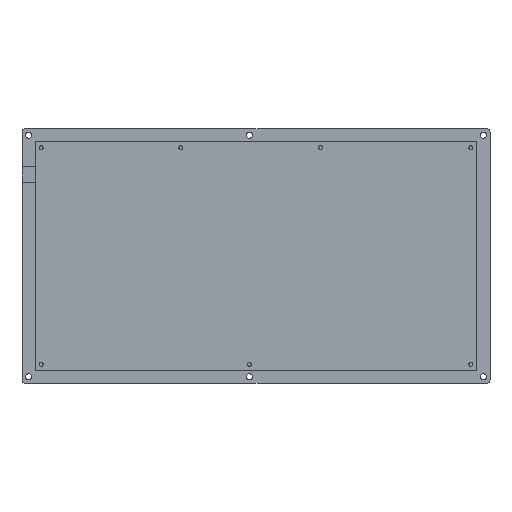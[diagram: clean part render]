
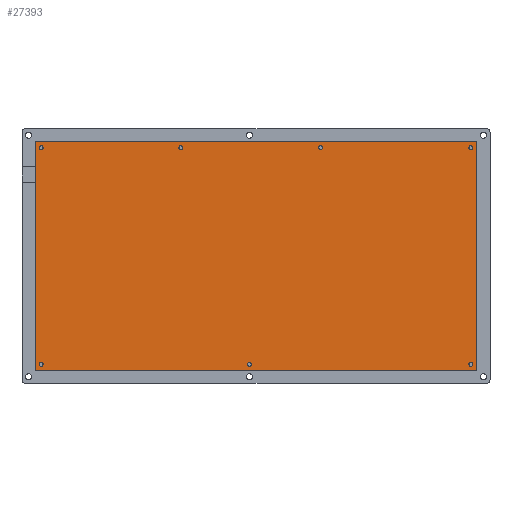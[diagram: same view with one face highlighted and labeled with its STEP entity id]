
A CAD part, top view. The second image highlights one B-rep face of the part: STEP entity #27393.
In plain terms, the highlighted planar face has unit normal (0, 0, 1).
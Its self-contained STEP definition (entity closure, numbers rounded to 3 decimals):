
#7213 = VERTEX_POINT('',#7214);
#7214 = CARTESIAN_POINT('',(-237.601,98.794,5.));
#7220 = EDGE_CURVE('',#7213,#7221,#7223,.T.);
#7221 = VERTEX_POINT('',#7222);
#7222 = CARTESIAN_POINT('',(-237.601,-74.306,5.));
#7223 = LINE('',#7224,#7225);
#7224 = CARTESIAN_POINT('',(-237.601,98.794,5.));
#7225 = VECTOR('',#7226,1.);
#7226 = DIRECTION('',(0.,-1.,0.));
#7247 = EDGE_CURVE('',#7221,#7248,#7250,.T.);
#7248 = VERTEX_POINT('',#7249);
#7249 = CARTESIAN_POINT('',(96.999,-74.306,5.));
#7250 = LINE('',#7251,#7252);
#7251 = CARTESIAN_POINT('',(-237.601,-74.306,5.));
#7252 = VECTOR('',#7253,1.);
#7253 = DIRECTION('',(1.,0.,0.));
#7271 = EDGE_CURVE('',#7248,#7272,#7274,.T.);
#7272 = VERTEX_POINT('',#7273);
#7273 = CARTESIAN_POINT('',(96.999,98.794,5.));
#7274 = LINE('',#7275,#7276);
#7275 = CARTESIAN_POINT('',(96.999,-74.306,5.));
#7276 = VECTOR('',#7277,1.);
#7277 = DIRECTION('',(0.,1.,0.));
#7295 = EDGE_CURVE('',#7272,#7213,#7296,.T.);
#7296 = LINE('',#7297,#7298);
#7297 = CARTESIAN_POINT('',(96.999,98.794,5.));
#7298 = VECTOR('',#7299,1.);
#7299 = DIRECTION('',(-1.,0.,0.));
#27393 = ADVANCED_FACE('',(#27394,#27400,#27411,#27422,#27433,#27444,
    #27455,#27466),#27477,.T.);
#27394 = FACE_BOUND('',#27395,.T.);
#27395 = EDGE_LOOP('',(#27396,#27397,#27398,#27399));
#27396 = ORIENTED_EDGE('',*,*,#7220,.T.);
#27397 = ORIENTED_EDGE('',*,*,#7247,.T.);
#27398 = ORIENTED_EDGE('',*,*,#7271,.T.);
#27399 = ORIENTED_EDGE('',*,*,#7295,.T.);
#27400 = FACE_BOUND('',#27401,.T.);
#27401 = EDGE_LOOP('',(#27402));
#27402 = ORIENTED_EDGE('',*,*,#27403,.F.);
#27403 = EDGE_CURVE('',#27404,#27404,#27406,.T.);
#27404 = VERTEX_POINT('',#27405);
#27405 = CARTESIAN_POINT('',(-231.601,-69.806,5.));
#27406 = CIRCLE('',#27407,1.5);
#27407 = AXIS2_PLACEMENT_3D('',#27408,#27409,#27410);
#27408 = CARTESIAN_POINT('',(-233.101,-69.806,5.));
#27409 = DIRECTION('',(0.,0.,1.));
#27410 = DIRECTION('',(1.,0.,0.));
#27411 = FACE_BOUND('',#27412,.T.);
#27412 = EDGE_LOOP('',(#27413));
#27413 = ORIENTED_EDGE('',*,*,#27414,.F.);
#27414 = EDGE_CURVE('',#27415,#27415,#27417,.T.);
#27415 = VERTEX_POINT('',#27416);
#27416 = CARTESIAN_POINT('',(-73.801,-69.806,5.));
#27417 = CIRCLE('',#27418,1.5);
#27418 = AXIS2_PLACEMENT_3D('',#27419,#27420,#27421);
#27419 = CARTESIAN_POINT('',(-75.301,-69.806,5.));
#27420 = DIRECTION('',(0.,0.,1.));
#27421 = DIRECTION('',(1.,0.,0.));
#27422 = FACE_BOUND('',#27423,.T.);
#27423 = EDGE_LOOP('',(#27424));
#27424 = ORIENTED_EDGE('',*,*,#27425,.F.);
#27425 = EDGE_CURVE('',#27426,#27426,#27428,.T.);
#27426 = VERTEX_POINT('',#27427);
#27427 = CARTESIAN_POINT('',(93.999,-69.806,5.));
#27428 = CIRCLE('',#27429,1.5);
#27429 = AXIS2_PLACEMENT_3D('',#27430,#27431,#27432);
#27430 = CARTESIAN_POINT('',(92.499,-69.806,5.));
#27431 = DIRECTION('',(0.,0.,1.));
#27432 = DIRECTION('',(1.,0.,0.));
#27433 = FACE_BOUND('',#27434,.T.);
#27434 = EDGE_LOOP('',(#27435));
#27435 = ORIENTED_EDGE('',*,*,#27436,.F.);
#27436 = EDGE_CURVE('',#27437,#27437,#27439,.T.);
#27437 = VERTEX_POINT('',#27438);
#27438 = CARTESIAN_POINT('',(-231.601,94.294,5.));
#27439 = CIRCLE('',#27440,1.5);
#27440 = AXIS2_PLACEMENT_3D('',#27441,#27442,#27443);
#27441 = CARTESIAN_POINT('',(-233.101,94.294,5.));
#27442 = DIRECTION('',(0.,0.,1.));
#27443 = DIRECTION('',(1.,0.,0.));
#27444 = FACE_BOUND('',#27445,.T.);
#27445 = EDGE_LOOP('',(#27446));
#27446 = ORIENTED_EDGE('',*,*,#27447,.F.);
#27447 = EDGE_CURVE('',#27448,#27448,#27450,.T.);
#27448 = VERTEX_POINT('',#27449);
#27449 = CARTESIAN_POINT('',(-125.701,94.294,5.));
#27450 = CIRCLE('',#27451,1.5);
#27451 = AXIS2_PLACEMENT_3D('',#27452,#27453,#27454);
#27452 = CARTESIAN_POINT('',(-127.201,94.294,5.));
#27453 = DIRECTION('',(0.,0.,1.));
#27454 = DIRECTION('',(1.,0.,0.));
#27455 = FACE_BOUND('',#27456,.T.);
#27456 = EDGE_LOOP('',(#27457));
#27457 = ORIENTED_EDGE('',*,*,#27458,.F.);
#27458 = EDGE_CURVE('',#27459,#27459,#27461,.T.);
#27459 = VERTEX_POINT('',#27460);
#27460 = CARTESIAN_POINT('',(-19.801,94.294,5.));
#27461 = CIRCLE('',#27462,1.5);
#27462 = AXIS2_PLACEMENT_3D('',#27463,#27464,#27465);
#27463 = CARTESIAN_POINT('',(-21.301,94.294,5.));
#27464 = DIRECTION('',(0.,0.,1.));
#27465 = DIRECTION('',(1.,0.,0.));
#27466 = FACE_BOUND('',#27467,.T.);
#27467 = EDGE_LOOP('',(#27468));
#27468 = ORIENTED_EDGE('',*,*,#27469,.F.);
#27469 = EDGE_CURVE('',#27470,#27470,#27472,.T.);
#27470 = VERTEX_POINT('',#27471);
#27471 = CARTESIAN_POINT('',(93.999,94.294,5.));
#27472 = CIRCLE('',#27473,1.5);
#27473 = AXIS2_PLACEMENT_3D('',#27474,#27475,#27476);
#27474 = CARTESIAN_POINT('',(92.499,94.294,5.));
#27475 = DIRECTION('',(0.,0.,1.));
#27476 = DIRECTION('',(1.,0.,0.));
#27477 = PLANE('',#27478);
#27478 = AXIS2_PLACEMENT_3D('',#27479,#27480,#27481);
#27479 = CARTESIAN_POINT('',(-70.301,12.244,5.));
#27480 = DIRECTION('',(0.,0.,1.));
#27481 = DIRECTION('',(1.,0.,0.));
